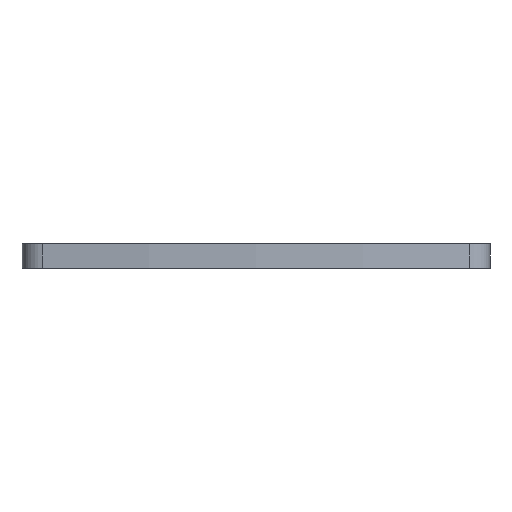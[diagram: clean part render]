
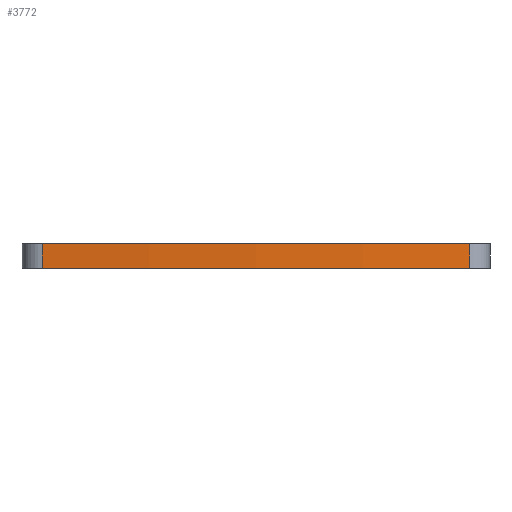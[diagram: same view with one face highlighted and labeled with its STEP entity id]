
A CAD part, front view. The second image highlights one B-rep face of the part: STEP entity #3772.
In plain terms, the highlighted cylindrical face has radius 381 mm (diameter 762 mm), a partial arc.
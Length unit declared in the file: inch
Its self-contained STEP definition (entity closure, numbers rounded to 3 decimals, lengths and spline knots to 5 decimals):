
#144 = CARTESIAN_POINT ( 'NONE',  ( 0., 13.39939, 0.25 ) ) ;
#248 = EDGE_CURVE ( 'NONE', #1334, #4740, #4479, .T. ) ;
#333 = VECTOR ( 'NONE', #2233, 39.37008 ) ;
#345 = CARTESIAN_POINT ( 'NONE',  ( -2.22458, -1.43474, 0. ) ) ;
#515 = EDGE_CURVE ( 'NONE', #3521, #4740, #2857, .T. ) ;
#542 = DIRECTION ( 'NONE',  ( 0., 0., -1. ) ) ;
#841 = DIRECTION ( 'NONE',  ( 0., 0., 1. ) ) ;
#1117 = AXIS2_PLACEMENT_3D ( 'NONE', #4525, #2612, #3906 ) ;
#1334 = VERTEX_POINT ( 'NONE', #345 ) ;
#1345 = CARTESIAN_POINT ( 'NONE',  ( 2.22458, -1.43474, 0.25 ) ) ;
#1573 = VERTEX_POINT ( 'NONE', #4090 ) ;
#1693 = ORIENTED_EDGE ( 'NONE', *, *, #248, .T. ) ;
#1946 = CYLINDRICAL_SURFACE ( 'NONE', #4017, 15. ) ;
#2180 = ORIENTED_EDGE ( 'NONE', *, *, #515, .F. ) ;
#2206 = CARTESIAN_POINT ( 'NONE',  ( -2.22458, -1.43474, 0.25 ) ) ;
#2220 = EDGE_CURVE ( 'NONE', #1573, #3521, #4167, .T. ) ;
#2233 = DIRECTION ( 'NONE',  ( 0., 0., -1. ) ) ;
#2237 = VECTOR ( 'NONE', #4767, 39.37008 ) ;
#2317 = AXIS2_PLACEMENT_3D ( 'NONE', #2358, #841, #4267 ) ;
#2358 = CARTESIAN_POINT ( 'NONE',  ( 0., 13.39939, 0. ) ) ;
#2530 = ORIENTED_EDGE ( 'NONE', *, *, #4456, .T. ) ;
#2612 = DIRECTION ( 'NONE',  ( 0., 0., 1. ) ) ;
#2769 = CARTESIAN_POINT ( 'NONE',  ( 2.22458, -1.43474, 0. ) ) ;
#2857 = LINE ( 'NONE', #1345, #2237 ) ;
#3050 = CARTESIAN_POINT ( 'NONE',  ( 2.22458, -1.43474, 0.25 ) ) ;
#3291 = ORIENTED_EDGE ( 'NONE', *, *, #2220, .F. ) ;
#3392 = FACE_OUTER_BOUND ( 'NONE', #3813, .T. ) ;
#3521 = VERTEX_POINT ( 'NONE', #3050 ) ;
#3772 = ADVANCED_FACE ( 'NONE', ( #3392 ), #1946, .T. ) ;
#3798 = LINE ( 'NONE', #2206, #333 ) ;
#3813 = EDGE_LOOP ( 'NONE', ( #1693, #2180, #3291, #2530 ) ) ;
#3906 = DIRECTION ( 'NONE',  ( 1., 0., 0. ) ) ;
#4017 = AXIS2_PLACEMENT_3D ( 'NONE', #144, #542, #4698 ) ;
#4090 = CARTESIAN_POINT ( 'NONE',  ( -2.22458, -1.43474, 0.25 ) ) ;
#4167 = CIRCLE ( 'NONE', #1117, 15. ) ;
#4267 = DIRECTION ( 'NONE',  ( 1., 0., 0. ) ) ;
#4456 = EDGE_CURVE ( 'NONE', #1573, #1334, #3798, .T. ) ;
#4479 = CIRCLE ( 'NONE', #2317, 15. ) ;
#4525 = CARTESIAN_POINT ( 'NONE',  ( 0., 13.39939, 0.25 ) ) ;
#4698 = DIRECTION ( 'NONE',  ( -1., 0., 0. ) ) ;
#4740 = VERTEX_POINT ( 'NONE', #2769 ) ;
#4767 = DIRECTION ( 'NONE',  ( 0., 0., -1. ) ) ;
